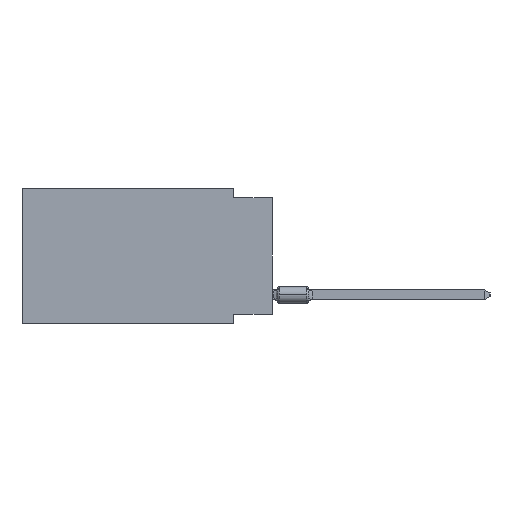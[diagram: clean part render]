
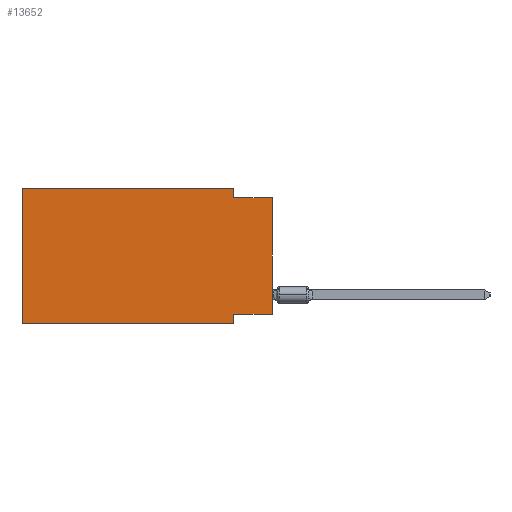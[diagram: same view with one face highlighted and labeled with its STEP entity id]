
A CAD part, left-side view. The second image highlights one B-rep face of the part: STEP entity #13652.
In plain terms, the highlighted planar face has unit normal (-1, 0, 0).
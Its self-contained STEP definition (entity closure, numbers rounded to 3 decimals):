
#853 = VERTEX_POINT ( 'NONE', #14295 ) ;
#1085 = LINE ( 'NONE', #40549, #38336 ) ;
#1181 = VECTOR ( 'NONE', #30395, 1000. ) ;
#2561 = ORIENTED_EDGE ( 'NONE', *, *, #45696, .F. ) ;
#3578 = VECTOR ( 'NONE', #46630, 1000. ) ;
#4267 = VERTEX_POINT ( 'NONE', #16410 ) ;
#5373 = DIRECTION ( 'NONE',  ( 0., 1., 0. ) ) ;
#6339 = CARTESIAN_POINT ( 'NONE',  ( 0., 0., -8.255 ) ) ;
#7293 = LINE ( 'NONE', #32715, #62176 ) ;
#8594 = AXIS2_PLACEMENT_3D ( 'NONE', #56070, #59105, #44411 ) ;
#9256 = VERTEX_POINT ( 'NONE', #36812 ) ;
#9539 = VERTEX_POINT ( 'NONE', #20167 ) ;
#10882 = DIRECTION ( 'NONE',  ( 0., 0., 1. ) ) ;
#12158 = EDGE_CURVE ( 'NONE', #48507, #47149, #26161, .T. ) ;
#13652 = ADVANCED_FACE ( 'NONE', ( #45950 ), #60631, .F. ) ;
#14295 = CARTESIAN_POINT ( 'NONE',  ( 0., 0., -0.635 ) ) ;
#14640 = VECTOR ( 'NONE', #34329, 1000. ) ;
#15450 = VERTEX_POINT ( 'NONE', #40447 ) ;
#15616 = EDGE_CURVE ( 'NONE', #4267, #47149, #35871, .T. ) ;
#16410 = CARTESIAN_POINT ( 'NONE',  ( 0., 2.54, -8.255 ) ) ;
#20167 = CARTESIAN_POINT ( 'NONE',  ( 0., 0., -8.255 ) ) ;
#21932 = EDGE_CURVE ( 'NONE', #9539, #4267, #55287, .T. ) ;
#22514 = EDGE_CURVE ( 'NONE', #9539, #853, #37452, .T. ) ;
#23610 = LINE ( 'NONE', #39224, #14640 ) ;
#24038 = VECTOR ( 'NONE', #25195, 1000. ) ;
#24555 = LINE ( 'NONE', #44435, #24038 ) ;
#25195 = DIRECTION ( 'NONE',  ( 0., 0., -1. ) ) ;
#25575 = ORIENTED_EDGE ( 'NONE', *, *, #32710, .F. ) ;
#26161 = LINE ( 'NONE', #44749, #1181 ) ;
#28380 = CARTESIAN_POINT ( 'NONE',  ( 0., 2.54, -8.89 ) ) ;
#30395 = DIRECTION ( 'NONE',  ( 0., -1., 0. ) ) ;
#30944 = VECTOR ( 'NONE', #5373, 1000. ) ;
#31740 = DIRECTION ( 'NONE',  ( 0., -1., 0. ) ) ;
#32710 = EDGE_CURVE ( 'NONE', #9256, #15450, #24555, .T. ) ;
#32715 = CARTESIAN_POINT ( 'NONE',  ( 0., 0., -0.635 ) ) ;
#33438 = ORIENTED_EDGE ( 'NONE', *, *, #12158, .T. ) ;
#34329 = DIRECTION ( 'NONE',  ( 0., -1., 0. ) ) ;
#35871 = LINE ( 'NONE', #61959, #3578 ) ;
#36812 = CARTESIAN_POINT ( 'NONE',  ( 0., 2.54, 0. ) ) ;
#37452 = LINE ( 'NONE', #47583, #60141 ) ;
#37861 = ORIENTED_EDGE ( 'NONE', *, *, #21932, .F. ) ;
#38336 = VECTOR ( 'NONE', #10882, 1000. ) ;
#39224 = CARTESIAN_POINT ( 'NONE',  ( 0., 16.383, 0. ) ) ;
#40141 = ORIENTED_EDGE ( 'NONE', *, *, #56922, .F. ) ;
#40447 = CARTESIAN_POINT ( 'NONE',  ( 0., 2.54, -0.635 ) ) ;
#40549 = CARTESIAN_POINT ( 'NONE',  ( 0., 16.383, 0. ) ) ;
#41189 = EDGE_CURVE ( 'NONE', #15450, #853, #7293, .T. ) ;
#44411 = DIRECTION ( 'NONE',  ( 0., 0., -1. ) ) ;
#44435 = CARTESIAN_POINT ( 'NONE',  ( 0., 2.54, 0. ) ) ;
#44749 = CARTESIAN_POINT ( 'NONE',  ( 0., 16.383, -8.89 ) ) ;
#45696 = EDGE_CURVE ( 'NONE', #56177, #9256, #23610, .T. ) ;
#45950 = FACE_OUTER_BOUND ( 'NONE', #61560, .T. ) ;
#46630 = DIRECTION ( 'NONE',  ( 0., 0., -1. ) ) ;
#47149 = VERTEX_POINT ( 'NONE', #28380 ) ;
#47583 = CARTESIAN_POINT ( 'NONE',  ( 0., 0., 0. ) ) ;
#48507 = VERTEX_POINT ( 'NONE', #51809 ) ;
#49160 = ORIENTED_EDGE ( 'NONE', *, *, #22514, .T. ) ;
#51809 = CARTESIAN_POINT ( 'NONE',  ( 0., 16.383, -8.89 ) ) ;
#53026 = ORIENTED_EDGE ( 'NONE', *, *, #15616, .F. ) ;
#55287 = LINE ( 'NONE', #6339, #30944 ) ;
#56070 = CARTESIAN_POINT ( 'NONE',  ( 0., 16.383, 0. ) ) ;
#56177 = VERTEX_POINT ( 'NONE', #57410 ) ;
#56922 = EDGE_CURVE ( 'NONE', #48507, #56177, #1085, .T. ) ;
#57377 = DIRECTION ( 'NONE',  ( 0., 0., 1. ) ) ;
#57410 = CARTESIAN_POINT ( 'NONE',  ( 0., 16.383, 0. ) ) ;
#59105 = DIRECTION ( 'NONE',  ( 1., 0., 0. ) ) ;
#60029 = ORIENTED_EDGE ( 'NONE', *, *, #41189, .F. ) ;
#60141 = VECTOR ( 'NONE', #57377, 1000. ) ;
#60631 = PLANE ( 'NONE',  #8594 ) ;
#61560 = EDGE_LOOP ( 'NONE', ( #49160, #60029, #25575, #2561, #40141, #33438, #53026, #37861 ) ) ;
#61959 = CARTESIAN_POINT ( 'NONE',  ( 0., 2.54, -8.89 ) ) ;
#62176 = VECTOR ( 'NONE', #31740, 1000. ) ;
